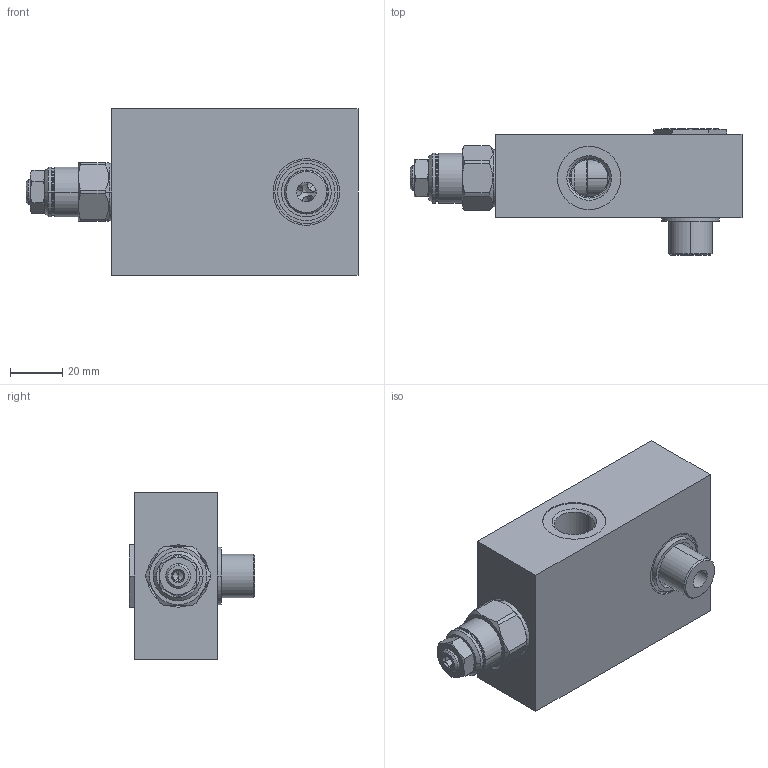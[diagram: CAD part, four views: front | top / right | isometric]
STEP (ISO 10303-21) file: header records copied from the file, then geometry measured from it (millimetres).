
FILE_DESCRIPTION((''),'2;1');
FILE_NAME('CBBALHN-X4F_ASM','2022-01-26T',('ProEService'),(''),'PRO/ENGINEER BY PARAMETRIC TECHNOLOGY CORPORATION, 2014200','PRO/ENGINEER BY PARAMETRIC TECHNOLOGY CORPORATION, 2014200','');
FILE_SCHEMA(('CONFIG_CONTROL_DESIGN'));
Length unit declared in the file: inch
Products named in the file (5): 157-344; 330-073-002; 505-012-002; CBBALHN; CBBALHN-X4F_ASM
Assembly tree (4 placements, depth 2):
  CBBALHN-X4F_ASM
    157-344
    330-073-002
    505-012-002
    CBBALHN
Bounding box: 126.52 x 48.01 x 63.5 mm (x, y, z)
Volume: 187913.8 mm3; surface area: 41490.4 mm2
Topology: 7 solids, 9 shells, 319 faces, 910 edges, 709 vertices
Faces by surface type: cylinder 120, plane 75, cone 72, torus 40, revolution 12
Entity records: 12016 total; most frequent: CARTESIAN_POINT 3639, DIRECTION 1824, ORIENTED_EDGE 1426, EDGE_CURVE 713, AXIS2_PLACEMENT_3D 692, VERTEX_POINT 431, VECTOR 428, LINE 428
